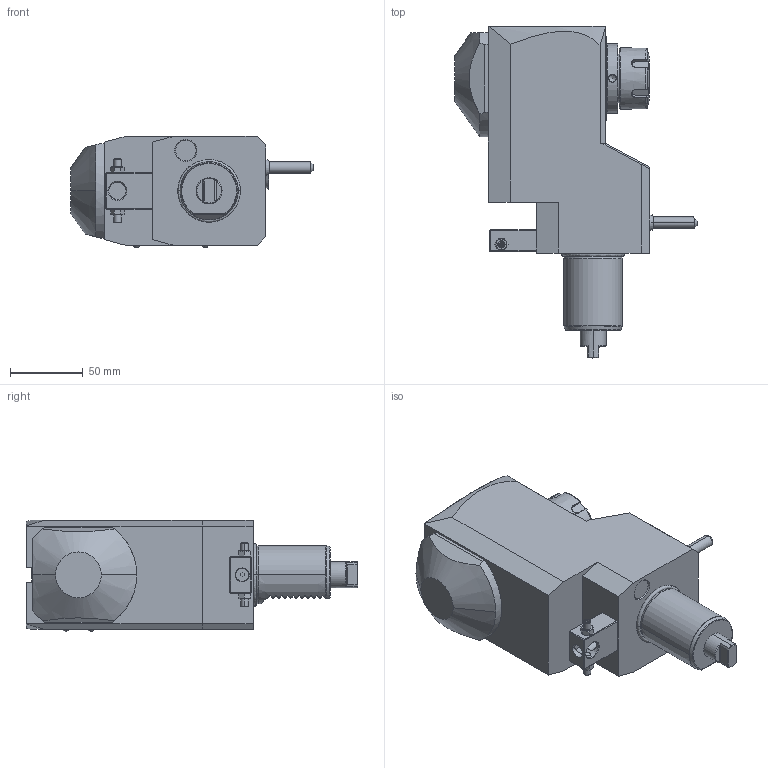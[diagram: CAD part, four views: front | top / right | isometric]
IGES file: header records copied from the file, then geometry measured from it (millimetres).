
Start section:  PTC IGES file: ngt1_40_421_25_2_1_120.igs
Global section: file name: ngt1_40_421_25_2_1_120.igs; native system: Pro/ENGINEER by Parametric Technology Corporation; preprocessor: 2010280; author: vali; organization: Unknown; date: 20190319.090352; units: millimetre
Bounding box: 166.5 x 228 x 76.6 mm (x, y, z)
Volume: 1178272.7 mm3; surface area: 87242.7 mm2
Topology: 1 solids, 1 shells, 450 faces, 1126 edges, 688 vertices
Faces by surface type: bspline 266, revolution 182, extrusion 2
